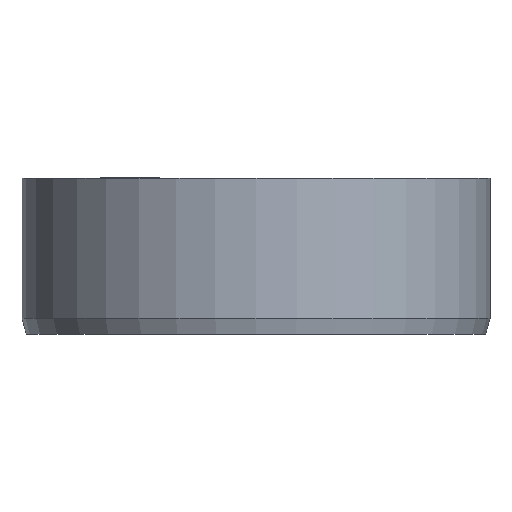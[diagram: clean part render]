
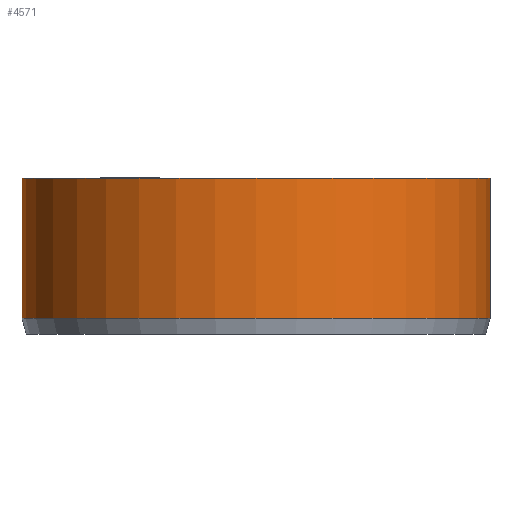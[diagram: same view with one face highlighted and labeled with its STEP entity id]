
A CAD part, front view. The second image highlights one B-rep face of the part: STEP entity #4571.
In plain terms, the highlighted cylindrical face has radius 7.5 mm (diameter 15 mm), a full revolution.
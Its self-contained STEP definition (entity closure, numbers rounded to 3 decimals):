
#29=CYLINDRICAL_SURFACE('',#4725,7.5);
#36=CIRCLE('',#4705,7.5);
#44=CIRCLE('',#4723,7.5);
#45=CIRCLE('',#4724,7.5);
#804=FACE_OUTER_BOUND('',#1075,.T.);
#1075=EDGE_LOOP('',(#4187,#4188,#4189,#4190,#4191));
#1407=LINE('',#8862,#1742);
#1742=VECTOR('',#5231,7.5);
#2189=VERTEX_POINT('',#8827);
#2197=VERTEX_POINT('',#8856);
#2198=VERTEX_POINT('',#8857);
#2854=EDGE_CURVE('',#2189,#2189,#36,.T.);
#2865=EDGE_CURVE('',#2197,#2198,#44,.T.);
#2866=EDGE_CURVE('',#2198,#2197,#45,.T.);
#2868=EDGE_CURVE('',#2189,#2198,#1407,.T.);
#4187=ORIENTED_EDGE('',*,*,#2854,.F.);
#4188=ORIENTED_EDGE('',*,*,#2868,.T.);
#4189=ORIENTED_EDGE('',*,*,#2865,.F.);
#4190=ORIENTED_EDGE('',*,*,#2866,.F.);
#4191=ORIENTED_EDGE('',*,*,#2868,.F.);
#4571=ADVANCED_FACE('',(#804),#29,.T.);
#4705=AXIS2_PLACEMENT_3D('',#8828,#5185,#5186);
#4723=AXIS2_PLACEMENT_3D('',#8858,#5224,#5225);
#4724=AXIS2_PLACEMENT_3D('',#8859,#5226,#5227);
#4725=AXIS2_PLACEMENT_3D('',#8861,#5229,#5230);
#5185=DIRECTION('center_axis',(0.,0.,1.));
#5186=DIRECTION('ref_axis',(1.,0.,0.));
#5224=DIRECTION('center_axis',(0.,0.,-1.));
#5225=DIRECTION('ref_axis',(-1.,0.,0.));
#5226=DIRECTION('center_axis',(0.,0.,-1.));
#5227=DIRECTION('ref_axis',(-1.,0.,0.));
#5229=DIRECTION('center_axis',(0.,0.,1.));
#5230=DIRECTION('ref_axis',(1.,0.,0.));
#5231=DIRECTION('',(0.,0.,-1.));
#8827=CARTESIAN_POINT('',(-7.5,0.,5.));
#8828=CARTESIAN_POINT('Origin',(0.,0.,5.));
#8856=CARTESIAN_POINT('',(7.5,0.,0.5));
#8857=CARTESIAN_POINT('',(-7.5,0.,0.5));
#8858=CARTESIAN_POINT('Origin',(0.,0.,0.5));
#8859=CARTESIAN_POINT('Origin',(0.,0.,0.5));
#8861=CARTESIAN_POINT('Origin',(0.,0.,0.));
#8862=CARTESIAN_POINT('',(-7.5,0.,0.));
